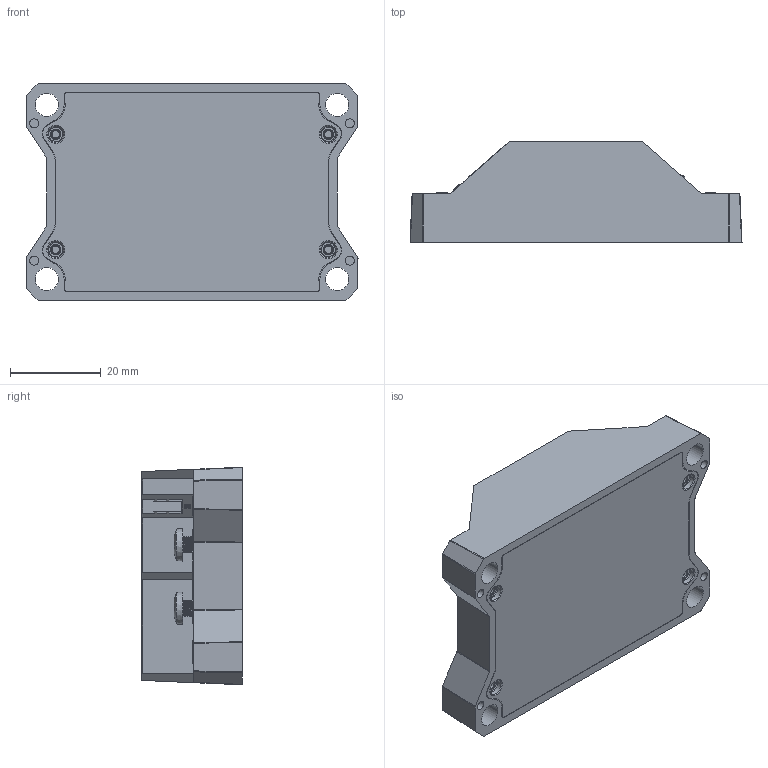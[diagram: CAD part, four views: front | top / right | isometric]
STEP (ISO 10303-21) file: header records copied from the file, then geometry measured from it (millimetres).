
FILE_DESCRIPTION (( 'STEP AP214' ), '1' );
FILE_NAME ('REV_SPARK_STEP.STEP', '2015-10-29T14:22:29', ( '' ), ( '' ), 'SwSTEP 2.0', 'SolidWorks 2014', '' );
FILE_SCHEMA (( 'AUTOMOTIVE_DESIGN' ));
Length unit declared in the file: millimetre
Products named in the file (21): ScrewTerminalAssembly; ScrewTerminalScrew; REV_SPARK_STEP; Capacitor-UCL1V471MNL1GS; GateDriver-A4940KLPTR-T; MCU-PIC16F1828-I-GZ; RR-SPARK-BD-B; ScrewTerminalBase; Crystal; LED-RGB-ThroughHole; Spark_P01-REV-41_bottom_cover; Varistor; heatsink; Header-Female-1x3-PPTC031LFBN-RC; OptoIsolator-TLP118; REV_SPARK; 1mmborder; Button-PTS645SM43SMTR92LFS; Spark_P01-REV-41_TOPSHELL; MOSFET-PSMN1R0-30YLC115; RR-SPARK-BD-B-Assembly
Assembly tree (31 placements, depth 5):
  REV_SPARK_STEP
    REV_SPARK
      RR-SPARK-BD-B-Assembly
        RR-SPARK-BD-B
        ScrewTerminalAssembly  x4
          ScrewTerminalBase
          ScrewTerminalScrew
        Header-Female-1x3-PPTC031LFBN-RC  x3
        LED-RGB-ThroughHole
        MOSFET-PSMN1R0-30YLC115  x4
        Varistor  x2
        Crystal
        Button-PTS645SM43SMTR92LFS
        OptoIsolator-TLP118
        GateDriver-A4940KLPTR-T
        MCU-PIC16F1828-I-GZ
        Capacitor-UCL1V471MNL1GS  x3
        1mmborder
      Spark_P01-REV-41_TOPSHELL
      heatsink
      Spark_P01-REV-41_bottom_cover
Bounding box: 73.01 x 22.14 x 47.86 mm (x, y, z)
Volume: 39375.8 mm3; surface area: 42651.7 mm2
Topology: 34 solids, 34 shells, 2879 faces, 7747 edges, 5114 vertices
Faces by surface type: plane 1769, cylinder 580, bspline 424, cone 64, torus 40, sphere 2
Entity records: 75242 total; most frequent: CARTESIAN_POINT 20156, ORIENTED_EDGE 11612, DIRECTION 9382, EDGE_CURVE 5806, VECTOR 4098, LINE 4098, VERTEX_POINT 3849, AXIS2_PLACEMENT_3D 2642
